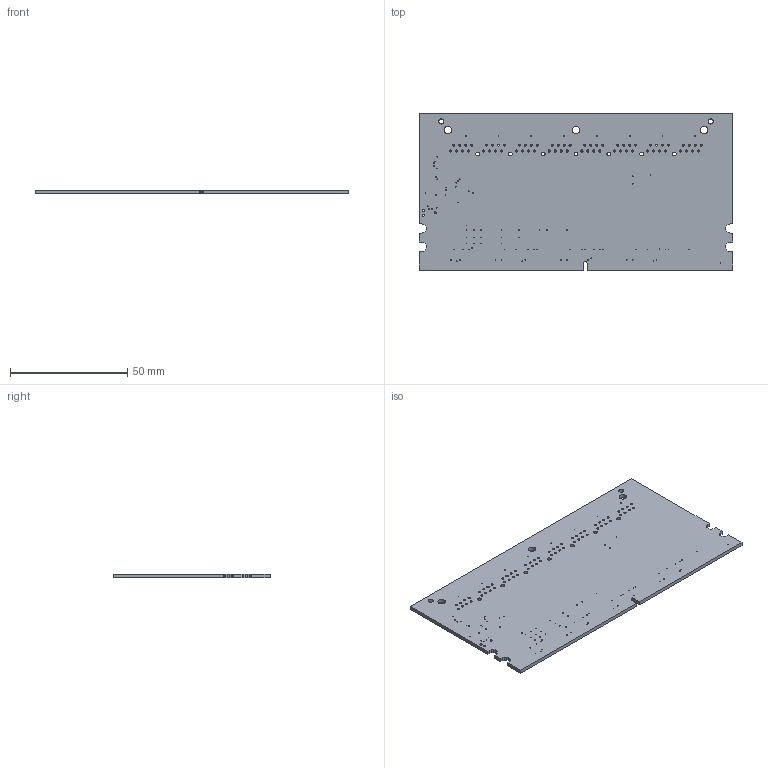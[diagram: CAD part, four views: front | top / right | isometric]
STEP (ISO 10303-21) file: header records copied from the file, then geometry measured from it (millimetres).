
FILE_DESCRIPTION(('for SolidWorks'),'2;1');
FILE_NAME('mppcInterfacePcb.step','2016-07-15T15:17:04',('Jonathan'),(''), 'Open CASCADE STEP processor 6.6','Diptrace','Unknown');
FILE_SCHEMA(('AUTOMOTIVE_DESIGN { 1 0 10303 214 1 1 1 1 }'));
Length unit declared in the file: millimetre
Products named in the file (2): PCB; Board
Assembly tree (1 placements, depth 2):
  PCB
    Board
Bounding box: 133.35 x 66.67 x 1.6 mm (x, y, z)
Volume: 14000.6 mm3; surface area: 18754 mm2
Topology: 1 solids, 1 shells, 223 faces, 663 edges, 442 vertices
Faces by surface type: cylinder 168, plane 55
Full cylindrical faces by diameter (mm): 0.33 x89, 0.89 x64, 0.95 x3, 1.676 x7, 2.159 x2, 3.175 x3
Entity records: 8362 total; most frequent: DIRECTION 1449, CARTESIAN_POINT 1330, ORIENTED_EDGE 1326, EDGE_CURVE 663, AXIS2_PLACEMENT_3D 561, FACE_BOUND 559, EDGE_LOOP 559, VERTEX_POINT 442
